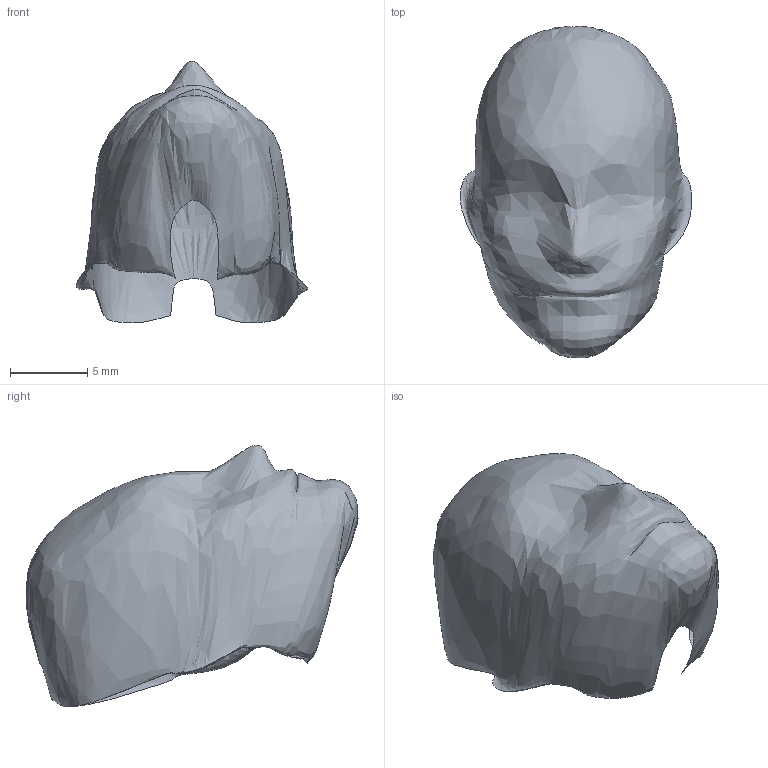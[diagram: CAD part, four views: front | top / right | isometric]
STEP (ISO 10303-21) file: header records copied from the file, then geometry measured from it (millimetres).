
FILE_DESCRIPTION((''),'2;1');
FILE_NAME('database/db.DataRepository.StepModel', '2018-09-26T20:02:07', ('ANONYMOUS USER'), ('ANONYMOUS ORGANISATION'), 'EDMsix Version 2.0130.29-Linux Sep 20 2018', '', '');
FILE_SCHEMA(('AP209_MULTIDISCIPLINARY_ANALYSIS_AND_DESIGN_MIM_LF'));
Products named in the file (1): ann_neutral
Bounding box: 14.99 x 21.52 x 16.97 mm (x, y, z)
Surface area: 782 mm2 (no closed solid volume)
Topology: 0 solids, 1 shells, 1 faces, 4 edges, 4 vertices
Faces by surface type: bspline 1
Entity records: 219 total; most frequent: CARTESIAN_POINT 187, VERTEX_POINT 4, B_SPLINE_CURVE_WITH_KNOTS 4, EDGE_CURVE 4, ORIENTED_EDGE 4, B_SPLINE_SURFACE_WITH_KNOTS 1, ADVANCED_FACE 1, FACE_OUTER_BOUND 1
